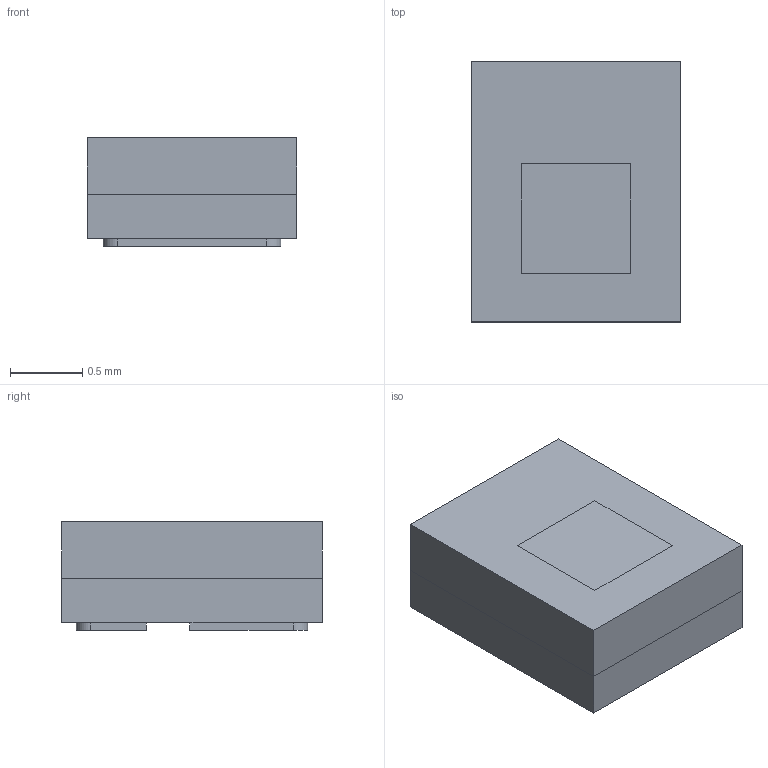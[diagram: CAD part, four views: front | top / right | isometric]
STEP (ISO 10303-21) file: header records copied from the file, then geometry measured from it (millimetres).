
FILE_DESCRIPTION (( 'STEP AP214' ), '1' );
FILE_NAME ('NCSW131H-SB.STEP', '2025-01-17T05:55:28', ( '' ), ( '' ), 'SwSTEP 2.0', 'SolidWorks 2019', '' );
FILE_SCHEMA (( 'AUTOMOTIVE_DESIGN' ));
Length unit declared in the file: millimetre
Products named in the file (7): Part1.STEP.STEP; Part3.STEP.STEP; NCSW131H-SB.STEP; NCSW131H-SB; Part4.STEP.STEP; Part6.STEP.STEP; NCSW131G-SB.STEP.STEP
Assembly tree (6 placements, depth 4):
  NCSW131H-SB
    NCSW131H-SB.STEP
      NCSW131G-SB.STEP.STEP
        Part1.STEP.STEP
        Part3.STEP.STEP
        Part4.STEP.STEP
        Part6.STEP.STEP
Bounding box: 1.45 x 1.8 x 0.75 mm (x, y, z)
Volume: 1.9 mm3; surface area: 19.7 mm2
Topology: 6 solids, 6 shells, 46 faces, 99 edges, 66 vertices
Faces by surface type: plane 42, cylinder 4
Entity records: 1499 total; most frequent: CARTESIAN_POINT 222, DIRECTION 221, ORIENTED_EDGE 198, EDGE_CURVE 99, LINE 91, VECTOR 91, VERTEX_POINT 66, AXIS2_PLACEMENT_3D 65
